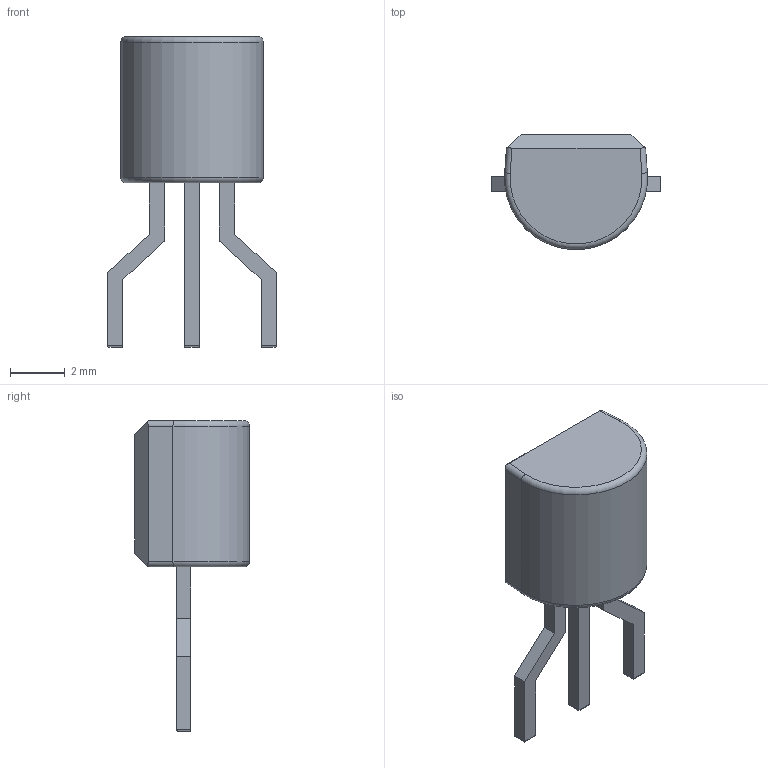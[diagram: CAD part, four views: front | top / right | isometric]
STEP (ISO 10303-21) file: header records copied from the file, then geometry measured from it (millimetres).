
FILE_DESCRIPTION(/* description */ (''),/* implementation_level */ '2;1');
FILE_NAME(/* name */ 'TO-92-Line-Spacing-Lead-Form.step',/* time_stamp */ '2023-10-22T19:38:30+02:00',/* author */ (''),/* organization */ (''),/* preprocessor_version */ 'ST-DEVELOPER v20',/* originating_system */ 'Autodesk Translation Framework v12.14.0.127',/* authorisation */ '');
FILE_SCHEMA (('AUTOMOTIVE_DESIGN { 1 0 10303 214 3 1 1 }'));
Length unit declared in the file: millimetre
Products named in the file (3): TO-92-Line-Spacing-Lead-Form; Body; Leads
Assembly tree (2 placements, depth 2):
  TO-92-Line-Spacing-Lead-Form
    Body
    Leads
Bounding box: 6.16 x 4.18 x 11.33 mm (x, y, z)
Volume: 103.1 mm3; surface area: 160.1 mm2
Topology: 4 solids, 4 shells, 54 faces, 122 edges, 76 vertices
Faces by surface type: plane 35, cylinder 17, torus 2
Entity records: 1592 total; most frequent: DIRECTION 270, CARTESIAN_POINT 258, ORIENTED_EDGE 244, EDGE_CURVE 122, LINE 94, VECTOR 94, AXIS2_PLACEMENT_3D 88, VERTEX_POINT 76
